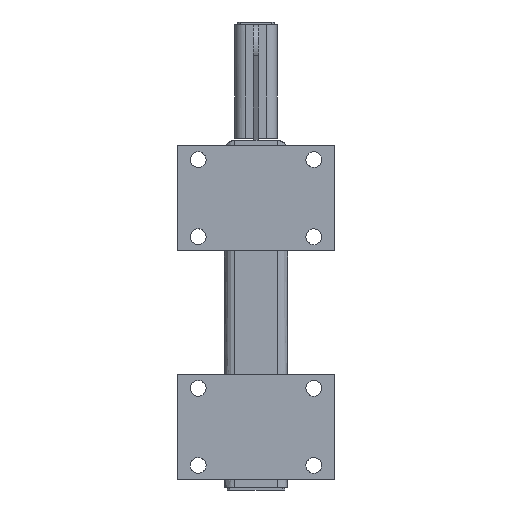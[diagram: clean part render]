
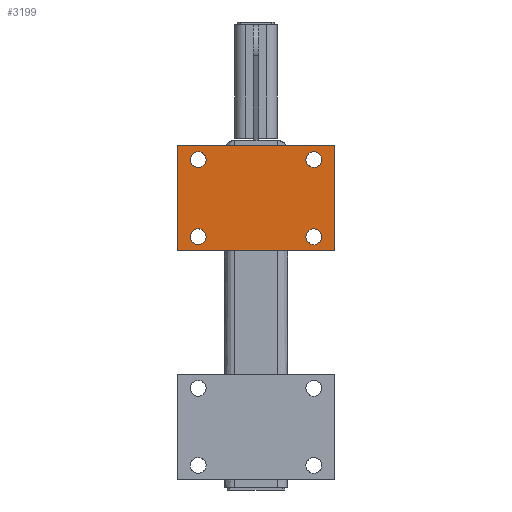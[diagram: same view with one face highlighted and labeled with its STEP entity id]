
A CAD part, front view. The second image highlights one B-rep face of the part: STEP entity #3199.
In plain terms, the highlighted free-form (B-spline) face has degree [1, 1] with [2, 2] control points.
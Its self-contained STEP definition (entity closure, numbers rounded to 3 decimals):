
#3012 = VERTEX_POINT('',#3013);
#3013 = CARTESIAN_POINT('',(59.29,-40.425,
    -58.392));
#3031 = VERTEX_POINT('',#3032);
#3032 = CARTESIAN_POINT('',(59.29,-40.425,
    -74.562));
#3037 = EDGE_CURVE('',#3012,#3031,#3038,.T.);
#3038 = ( BOUNDED_CURVE() B_SPLINE_CURVE(2,(#3039,#3040,#3041,#3042,
#3043),.UNSPECIFIED.,.F.,.F.) B_SPLINE_CURVE_WITH_KNOTS((3,2,3),(
    3.142,4.712,6.283),
.PIECEWISE_BEZIER_KNOTS.) CURVE() GEOMETRIC_REPRESENTATION_ITEM() 
RATIONAL_B_SPLINE_CURVE((1.,0.707,1.,0.707,1.)) 
REPRESENTATION_ITEM('') );
#3039 = CARTESIAN_POINT('',(59.29,-40.425,
    -58.392));
#3040 = CARTESIAN_POINT('',(51.205,-40.425,
    -58.392));
#3041 = CARTESIAN_POINT('',(51.205,-40.425,
    -66.477));
#3042 = CARTESIAN_POINT('',(51.205,-40.425,
    -74.562));
#3043 = CARTESIAN_POINT('',(59.29,-40.425,
    -74.562));
#3060 = VERTEX_POINT('',#3061);
#3061 = CARTESIAN_POINT('',(59.29,-40.425,
    20.662));
#3079 = VERTEX_POINT('',#3080);
#3080 = CARTESIAN_POINT('',(59.29,-40.425,
    4.492));
#3085 = EDGE_CURVE('',#3060,#3079,#3086,.T.);
#3086 = ( BOUNDED_CURVE() B_SPLINE_CURVE(2,(#3087,#3088,#3089,#3090,
#3091),.UNSPECIFIED.,.F.,.F.) B_SPLINE_CURVE_WITH_KNOTS((3,2,3),(
    3.142,4.712,6.283),
.PIECEWISE_BEZIER_KNOTS.) CURVE() GEOMETRIC_REPRESENTATION_ITEM() 
RATIONAL_B_SPLINE_CURVE((1.,0.707,1.,0.707,1.)) 
REPRESENTATION_ITEM('') );
#3087 = CARTESIAN_POINT('',(59.29,-40.425,
    20.662));
#3088 = CARTESIAN_POINT('',(51.205,-40.425,
    20.662));
#3089 = CARTESIAN_POINT('',(51.205,-40.425,
    12.577));
#3090 = CARTESIAN_POINT('',(51.205,-40.425,
    4.492));
#3091 = CARTESIAN_POINT('',(59.29,-40.425,
    4.492));
#3108 = VERTEX_POINT('',#3109);
#3109 = CARTESIAN_POINT('',(-59.29,-40.425,
    -58.392));
#3127 = VERTEX_POINT('',#3128);
#3128 = CARTESIAN_POINT('',(-59.29,-40.425,
    -74.562));
#3133 = EDGE_CURVE('',#3108,#3127,#3134,.T.);
#3134 = ( BOUNDED_CURVE() B_SPLINE_CURVE(2,(#3135,#3136,#3137,#3138,
#3139),.UNSPECIFIED.,.F.,.F.) B_SPLINE_CURVE_WITH_KNOTS((3,2,3),(
    3.142,4.712,6.283),
.PIECEWISE_BEZIER_KNOTS.) CURVE() GEOMETRIC_REPRESENTATION_ITEM() 
RATIONAL_B_SPLINE_CURVE((1.,0.707,1.,0.707,1.)) 
REPRESENTATION_ITEM('') );
#3135 = CARTESIAN_POINT('',(-59.29,-40.425,
    -58.392));
#3136 = CARTESIAN_POINT('',(-67.376,-40.425,
    -58.392));
#3137 = CARTESIAN_POINT('',(-67.376,-40.425,
    -66.477));
#3138 = CARTESIAN_POINT('',(-67.376,-40.425,
    -74.562));
#3139 = CARTESIAN_POINT('',(-59.29,-40.425,
    -74.562));
#3156 = VERTEX_POINT('',#3157);
#3157 = CARTESIAN_POINT('',(-59.29,-40.425,
    20.662));
#3175 = VERTEX_POINT('',#3176);
#3176 = CARTESIAN_POINT('',(-59.29,-40.425,
    4.492));
#3181 = EDGE_CURVE('',#3156,#3175,#3182,.T.);
#3182 = ( BOUNDED_CURVE() B_SPLINE_CURVE(2,(#3183,#3184,#3185,#3186,
#3187),.UNSPECIFIED.,.F.,.F.) B_SPLINE_CURVE_WITH_KNOTS((3,2,3),(
    3.142,4.712,6.283),
.PIECEWISE_BEZIER_KNOTS.) CURVE() GEOMETRIC_REPRESENTATION_ITEM() 
RATIONAL_B_SPLINE_CURVE((1.,0.707,1.,0.707,1.)) 
REPRESENTATION_ITEM('') );
#3183 = CARTESIAN_POINT('',(-59.29,-40.425,
    20.662));
#3184 = CARTESIAN_POINT('',(-67.376,-40.425,
    20.662));
#3185 = CARTESIAN_POINT('',(-67.376,-40.425,
    12.577));
#3186 = CARTESIAN_POINT('',(-67.376,-40.425,
    4.492));
#3187 = CARTESIAN_POINT('',(-59.29,-40.425,
    4.492));
#3199 = ADVANCED_FACE('',(#3200,#3211,#3222,#3252,#3263),#3274,.T.);
#3200 = FACE_BOUND('',#3201,.T.);
#3201 = EDGE_LOOP('',(#3202,#3203));
#3202 = ORIENTED_EDGE('',*,*,#3085,.F.);
#3203 = ORIENTED_EDGE('',*,*,#3204,.F.);
#3204 = EDGE_CURVE('',#3079,#3060,#3205,.T.);
#3205 = ( BOUNDED_CURVE() B_SPLINE_CURVE(2,(#3206,#3207,#3208,#3209,
#3210),.UNSPECIFIED.,.F.,.F.) B_SPLINE_CURVE_WITH_KNOTS((3,2,3),(0.,
1.571,3.142),.PIECEWISE_BEZIER_KNOTS.) CURVE() 
GEOMETRIC_REPRESENTATION_ITEM() RATIONAL_B_SPLINE_CURVE((1.,
0.707,1.,0.707,1.)) REPRESENTATION_ITEM('') );
#3206 = CARTESIAN_POINT('',(59.29,-40.425,
    4.492));
#3207 = CARTESIAN_POINT('',(67.376,-40.425,
    4.492));
#3208 = CARTESIAN_POINT('',(67.376,-40.425,
    12.577));
#3209 = CARTESIAN_POINT('',(67.376,-40.425,
    20.662));
#3210 = CARTESIAN_POINT('',(59.29,-40.425,
    20.662));
#3211 = FACE_BOUND('',#3212,.T.);
#3212 = EDGE_LOOP('',(#3213,#3214));
#3213 = ORIENTED_EDGE('',*,*,#3181,.F.);
#3214 = ORIENTED_EDGE('',*,*,#3215,.F.);
#3215 = EDGE_CURVE('',#3175,#3156,#3216,.T.);
#3216 = ( BOUNDED_CURVE() B_SPLINE_CURVE(2,(#3217,#3218,#3219,#3220,
#3221),.UNSPECIFIED.,.F.,.F.) B_SPLINE_CURVE_WITH_KNOTS((3,2,3),(0.,
1.571,3.142),.PIECEWISE_BEZIER_KNOTS.) CURVE() 
GEOMETRIC_REPRESENTATION_ITEM() RATIONAL_B_SPLINE_CURVE((1.,
0.707,1.,0.707,1.)) REPRESENTATION_ITEM('') );
#3217 = CARTESIAN_POINT('',(-59.29,-40.425,
    4.492));
#3218 = CARTESIAN_POINT('',(-51.205,-40.425,
    4.492));
#3219 = CARTESIAN_POINT('',(-51.205,-40.425,
    12.577));
#3220 = CARTESIAN_POINT('',(-51.205,-40.425,
    20.662));
#3221 = CARTESIAN_POINT('',(-59.29,-40.425,
    20.662));
#3222 = FACE_BOUND('',#3223,.T.);
#3223 = EDGE_LOOP('',(#3224,#3233,#3240,#3247));
#3224 = ORIENTED_EDGE('',*,*,#3225,.T.);
#3225 = EDGE_CURVE('',#3226,#3228,#3230,.T.);
#3226 = VERTEX_POINT('',#3227);
#3227 = CARTESIAN_POINT('',(-80.851,-40.425,
    26.95));
#3228 = VERTEX_POINT('',#3229);
#3229 = CARTESIAN_POINT('',(-80.851,-40.425,
    -80.851));
#3230 = B_SPLINE_CURVE_WITH_KNOTS('',1,(#3231,#3232),.UNSPECIFIED.,.F.,
  .F.,(2,2),(-127.,-0.),.PIECEWISE_BEZIER_KNOTS.);
#3231 = CARTESIAN_POINT('',(-80.851,-40.425,
    26.95));
#3232 = CARTESIAN_POINT('',(-80.851,-40.425,
    -80.851));
#3233 = ORIENTED_EDGE('',*,*,#3234,.T.);
#3234 = EDGE_CURVE('',#3228,#3235,#3237,.T.);
#3235 = VERTEX_POINT('',#3236);
#3236 = CARTESIAN_POINT('',(80.851,-40.425,
    -80.851));
#3237 = B_SPLINE_CURVE_WITH_KNOTS('',1,(#3238,#3239),.UNSPECIFIED.,.F.,
  .F.,(2,2),(-190.5,0.),.PIECEWISE_BEZIER_KNOTS.);
#3238 = CARTESIAN_POINT('',(-80.851,-40.425,
    -80.851));
#3239 = CARTESIAN_POINT('',(80.851,-40.425,
    -80.851));
#3240 = ORIENTED_EDGE('',*,*,#3241,.T.);
#3241 = EDGE_CURVE('',#3235,#3242,#3244,.T.);
#3242 = VERTEX_POINT('',#3243);
#3243 = CARTESIAN_POINT('',(80.851,-40.425,
    26.95));
#3244 = B_SPLINE_CURVE_WITH_KNOTS('',1,(#3245,#3246),.UNSPECIFIED.,.F.,
  .F.,(2,2),(0.,127.),.PIECEWISE_BEZIER_KNOTS.);
#3245 = CARTESIAN_POINT('',(80.851,-40.425,
    -80.851));
#3246 = CARTESIAN_POINT('',(80.851,-40.425,
    26.95));
#3247 = ORIENTED_EDGE('',*,*,#3248,.T.);
#3248 = EDGE_CURVE('',#3242,#3226,#3249,.T.);
#3249 = B_SPLINE_CURVE_WITH_KNOTS('',1,(#3250,#3251),.UNSPECIFIED.,.F.,
  .F.,(2,2),(0.,190.5),.PIECEWISE_BEZIER_KNOTS.);
#3250 = CARTESIAN_POINT('',(80.851,-40.425,
    26.95));
#3251 = CARTESIAN_POINT('',(-80.851,-40.425,
    26.95));
#3252 = FACE_BOUND('',#3253,.T.);
#3253 = EDGE_LOOP('',(#3254,#3255));
#3254 = ORIENTED_EDGE('',*,*,#3133,.F.);
#3255 = ORIENTED_EDGE('',*,*,#3256,.F.);
#3256 = EDGE_CURVE('',#3127,#3108,#3257,.T.);
#3257 = ( BOUNDED_CURVE() B_SPLINE_CURVE(2,(#3258,#3259,#3260,#3261,
#3262),.UNSPECIFIED.,.F.,.F.) B_SPLINE_CURVE_WITH_KNOTS((3,2,3),(0.,
1.571,3.142),.PIECEWISE_BEZIER_KNOTS.) CURVE() 
GEOMETRIC_REPRESENTATION_ITEM() RATIONAL_B_SPLINE_CURVE((1.,
0.707,1.,0.707,1.)) REPRESENTATION_ITEM('') );
#3258 = CARTESIAN_POINT('',(-59.29,-40.425,
    -74.562));
#3259 = CARTESIAN_POINT('',(-51.205,-40.425,
    -74.562));
#3260 = CARTESIAN_POINT('',(-51.205,-40.425,
    -66.477));
#3261 = CARTESIAN_POINT('',(-51.205,-40.425,
    -58.392));
#3262 = CARTESIAN_POINT('',(-59.29,-40.425,
    -58.392));
#3263 = FACE_BOUND('',#3264,.T.);
#3264 = EDGE_LOOP('',(#3265,#3266));
#3265 = ORIENTED_EDGE('',*,*,#3037,.F.);
#3266 = ORIENTED_EDGE('',*,*,#3267,.F.);
#3267 = EDGE_CURVE('',#3031,#3012,#3268,.T.);
#3268 = ( BOUNDED_CURVE() B_SPLINE_CURVE(2,(#3269,#3270,#3271,#3272,
#3273),.UNSPECIFIED.,.F.,.F.) B_SPLINE_CURVE_WITH_KNOTS((3,2,3),(0.,
1.571,3.142),.PIECEWISE_BEZIER_KNOTS.) CURVE() 
GEOMETRIC_REPRESENTATION_ITEM() RATIONAL_B_SPLINE_CURVE((1.,
0.707,1.,0.707,1.)) REPRESENTATION_ITEM('') );
#3269 = CARTESIAN_POINT('',(59.29,-40.425,
    -74.562));
#3270 = CARTESIAN_POINT('',(67.376,-40.425,
    -74.562));
#3271 = CARTESIAN_POINT('',(67.376,-40.425,
    -66.477));
#3272 = CARTESIAN_POINT('',(67.376,-40.425,
    -58.392));
#3273 = CARTESIAN_POINT('',(59.29,-40.425,
    -58.392));
#3274 = B_SPLINE_SURFACE_WITH_KNOTS('',1,1,(
    (#3275,#3276)
    ,(#3277,#3278
    )),.UNSPECIFIED.,.F.,.F.,.F.,(2,2),(2,2),(244.475,371.475),(-95.25,
    95.25),.PIECEWISE_BEZIER_KNOTS.);
#3275 = CARTESIAN_POINT('',(-80.851,-40.425,
    26.95));
#3276 = CARTESIAN_POINT('',(80.851,-40.425,
    26.95));
#3277 = CARTESIAN_POINT('',(-80.851,-40.425,
    -80.851));
#3278 = CARTESIAN_POINT('',(80.851,-40.425,
    -80.851));
